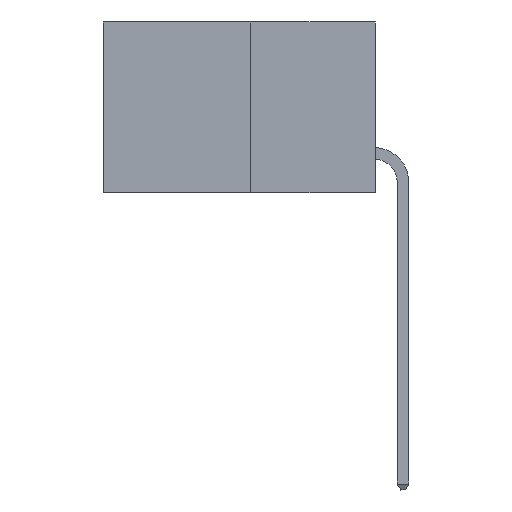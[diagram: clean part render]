
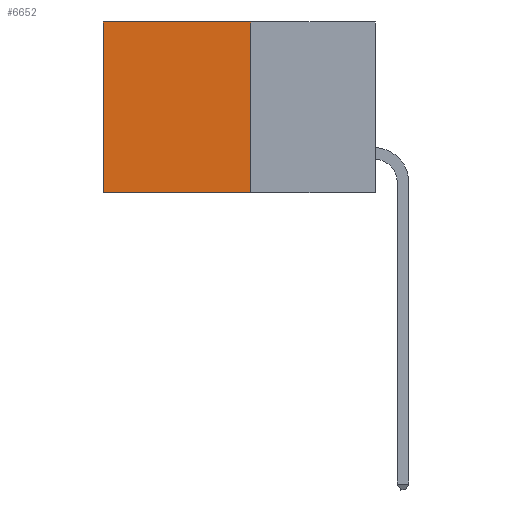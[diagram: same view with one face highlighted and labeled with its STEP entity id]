
A CAD part, left-side view. The second image highlights one B-rep face of the part: STEP entity #6652.
In plain terms, the highlighted planar face has unit normal (-1, 0, 0).
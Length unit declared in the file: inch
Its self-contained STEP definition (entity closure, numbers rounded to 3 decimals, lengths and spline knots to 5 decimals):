
#85 = ORIENTED_EDGE ( 'NONE', *, *, #2594, .T. ) ;
#463 = EDGE_CURVE ( 'NONE', #5482, #3097, #1644, .T. ) ;
#668 = VECTOR ( 'NONE', #881, 39.37008 ) ;
#881 = DIRECTION ( 'NONE',  ( 0., 0., -1. ) ) ;
#1176 = ORIENTED_EDGE ( 'NONE', *, *, #7679, .F. ) ;
#1271 = FACE_OUTER_BOUND ( 'NONE', #10374, .T. ) ;
#1288 = DIRECTION ( 'NONE',  ( 0., 0., -1. ) ) ;
#1464 = CARTESIAN_POINT ( 'NONE',  ( 0.277, 0.59, -0.37 ) ) ;
#1594 = DIRECTION ( 'NONE',  ( 0., 1., 0. ) ) ;
#1644 = LINE ( 'NONE', #7018, #10001 ) ;
#1718 = DIRECTION ( 'NONE',  ( 0., 0., -1. ) ) ;
#1794 = LINE ( 'NONE', #7876, #7587 ) ;
#2420 = DIRECTION ( 'NONE',  ( 0., 1., 0. ) ) ;
#2499 = LINE ( 'NONE', #1464, #5081 ) ;
#2594 = EDGE_CURVE ( 'NONE', #3097, #11323, #2499, .T. ) ;
#3097 = VERTEX_POINT ( 'NONE', #10799 ) ;
#4429 = CARTESIAN_POINT ( 'NONE',  ( 0.277, 0.27, -0.37 ) ) ;
#5081 = VECTOR ( 'NONE', #1288, 39.37008 ) ;
#5482 = VERTEX_POINT ( 'NONE', #8943 ) ;
#5583 = ORIENTED_EDGE ( 'NONE', *, *, #11952, .F. ) ;
#6551 = LINE ( 'NONE', #13906, #668 ) ;
#6652 = ADVANCED_FACE ( 'NONE', ( #1271 ), #13604, .F. ) ;
#7018 = CARTESIAN_POINT ( 'NONE',  ( 0.277, 0.27, 0. ) ) ;
#7142 = CARTESIAN_POINT ( 'NONE',  ( 0.277, 0.27, -0.37 ) ) ;
#7240 = CARTESIAN_POINT ( 'NONE',  ( 0.277, 0.59, -0.37 ) ) ;
#7546 = VERTEX_POINT ( 'NONE', #4429 ) ;
#7587 = VECTOR ( 'NONE', #2420, 39.37008 ) ;
#7679 = EDGE_CURVE ( 'NONE', #7546, #11323, #1794, .T. ) ;
#7876 = CARTESIAN_POINT ( 'NONE',  ( 0.277, 0.27, -0.37 ) ) ;
#8231 = DIRECTION ( 'NONE',  ( 1., 0., 0. ) ) ;
#8943 = CARTESIAN_POINT ( 'NONE',  ( 0.277, 0.27, 0. ) ) ;
#10001 = VECTOR ( 'NONE', #1594, 39.37008 ) ;
#10374 = EDGE_LOOP ( 'NONE', ( #85, #1176, #5583, #12811 ) ) ;
#10799 = CARTESIAN_POINT ( 'NONE',  ( 0.277, 0.59, 0. ) ) ;
#11323 = VERTEX_POINT ( 'NONE', #7240 ) ;
#11952 = EDGE_CURVE ( 'NONE', #5482, #7546, #6551, .T. ) ;
#12811 = ORIENTED_EDGE ( 'NONE', *, *, #463, .T. ) ;
#13604 = PLANE ( 'NONE',  #13737 ) ;
#13737 = AXIS2_PLACEMENT_3D ( 'NONE', #7142, #8231, #1718 ) ;
#13906 = CARTESIAN_POINT ( 'NONE',  ( 0.277, 0.27, -0.37 ) ) ;
